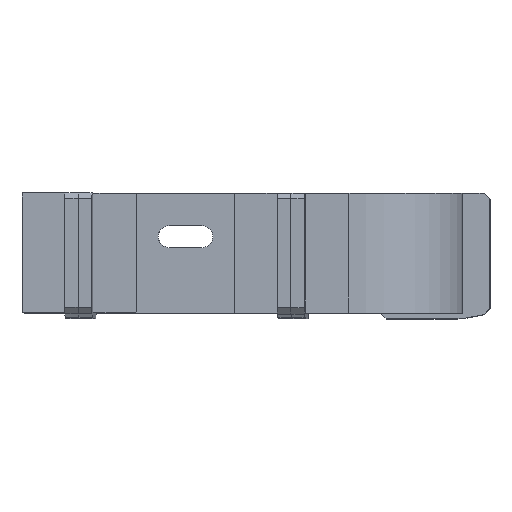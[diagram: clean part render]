
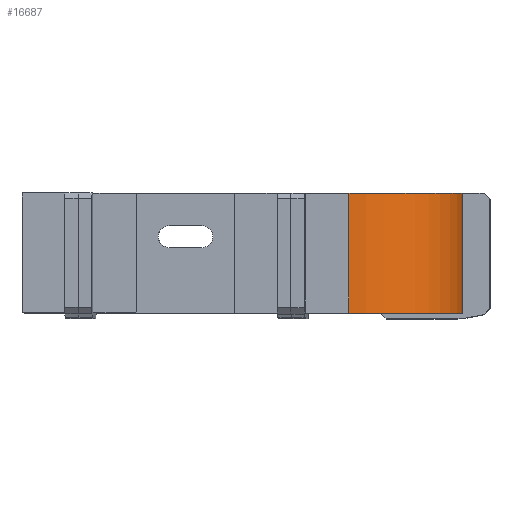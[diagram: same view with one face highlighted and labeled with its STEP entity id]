
A CAD part, left-side view. The second image highlights one B-rep face of the part: STEP entity #16687.
In plain terms, the highlighted cylindrical face has radius 20 mm (diameter 40 mm), a partial arc.
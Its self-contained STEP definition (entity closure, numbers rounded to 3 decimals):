
#16687 = ADVANCED_FACE('',(#16688),#16703,.T.);
#16688 = FACE_BOUND('',#16689,.F.);
#16689 = EDGE_LOOP('',(#16690,#16726,#16754,#16783));
#16690 = ORIENTED_EDGE('',*,*,#16691,.T.);
#16691 = EDGE_CURVE('',#16692,#16694,#16696,.T.);
#16692 = VERTEX_POINT('',#16693);
#16693 = CARTESIAN_POINT('',(0.,0.,0.));
#16694 = VERTEX_POINT('',#16695);
#16695 = CARTESIAN_POINT('',(-19.988,20.698,0.));
#16696 = SURFACE_CURVE('',#16697,(#16702,#16714),.PCURVE_S1.);
#16697 = CIRCLE('',#16698,20.);
#16698 = AXIS2_PLACEMENT_3D('',#16699,#16700,#16701);
#16699 = CARTESIAN_POINT('',(0.,20.,0.));
#16700 = DIRECTION('',(0.,0.,-1.));
#16701 = DIRECTION('',(0.,-1.,0.));
#16702 = PCURVE('',#16703,#16708);
#16703 = CYLINDRICAL_SURFACE('',#16704,20.);
#16704 = AXIS2_PLACEMENT_3D('',#16705,#16706,#16707);
#16705 = CARTESIAN_POINT('',(0.,20.,0.));
#16706 = DIRECTION('',(-0.,-0.,1.));
#16707 = DIRECTION('',(0.,-1.,0.));
#16708 = DEFINITIONAL_REPRESENTATION('',(#16709),#16713);
#16709 = LINE('',#16710,#16711);
#16710 = CARTESIAN_POINT('',(-0.,0.));
#16711 = VECTOR('',#16712,1.);
#16712 = DIRECTION('',(-1.,0.));
#16713 = ( GEOMETRIC_REPRESENTATION_CONTEXT(2) 
PARAMETRIC_REPRESENTATION_CONTEXT() REPRESENTATION_CONTEXT('2D SPACE',''
  ) );
#16714 = PCURVE('',#16715,#16720);
#16715 = PLANE('',#16716);
#16716 = AXIS2_PLACEMENT_3D('',#16717,#16718,#16719);
#16717 = CARTESIAN_POINT('',(0.,20.,0.));
#16718 = DIRECTION('',(0.,0.,-1.));
#16719 = DIRECTION('',(0.,-1.,0.));
#16720 = DEFINITIONAL_REPRESENTATION('',(#16721),#16725);
#16721 = CIRCLE('',#16722,20.);
#16722 = AXIS2_PLACEMENT_2D('',#16723,#16724);
#16723 = CARTESIAN_POINT('',(0.,0.));
#16724 = DIRECTION('',(1.,-0.));
#16725 = ( GEOMETRIC_REPRESENTATION_CONTEXT(2) 
PARAMETRIC_REPRESENTATION_CONTEXT() REPRESENTATION_CONTEXT('2D SPACE',''
  ) );
#16726 = ORIENTED_EDGE('',*,*,#16727,.T.);
#16727 = EDGE_CURVE('',#16694,#16728,#16730,.T.);
#16728 = VERTEX_POINT('',#16729);
#16729 = CARTESIAN_POINT('',(-19.988,20.698,22.));
#16730 = SURFACE_CURVE('',#16731,(#16735,#16742),.PCURVE_S1.);
#16731 = LINE('',#16732,#16733);
#16732 = CARTESIAN_POINT('',(-19.988,20.698,0.));
#16733 = VECTOR('',#16734,1.);
#16734 = DIRECTION('',(0.,0.,1.));
#16735 = PCURVE('',#16703,#16736);
#16736 = DEFINITIONAL_REPRESENTATION('',(#16737),#16741);
#16737 = LINE('',#16738,#16739);
#16738 = CARTESIAN_POINT('',(-1.606,0.));
#16739 = VECTOR('',#16740,1.);
#16740 = DIRECTION('',(-0.,1.));
#16741 = ( GEOMETRIC_REPRESENTATION_CONTEXT(2) 
PARAMETRIC_REPRESENTATION_CONTEXT() REPRESENTATION_CONTEXT('2D SPACE',''
  ) );
#16742 = PCURVE('',#16743,#16748);
#16743 = PLANE('',#16744);
#16744 = AXIS2_PLACEMENT_3D('',#16745,#16746,#16747);
#16745 = CARTESIAN_POINT('',(-15.828,20.553,
    7.662));
#16746 = DIRECTION('',(0.035,0.999,0.));
#16747 = DIRECTION('',(0.,0.,1.));
#16748 = DEFINITIONAL_REPRESENTATION('',(#16749),#16753);
#16749 = LINE('',#16750,#16751);
#16750 = CARTESIAN_POINT('',(-7.662,-4.162));
#16751 = VECTOR('',#16752,1.);
#16752 = DIRECTION('',(1.,0.));
#16753 = ( GEOMETRIC_REPRESENTATION_CONTEXT(2) 
PARAMETRIC_REPRESENTATION_CONTEXT() REPRESENTATION_CONTEXT('2D SPACE',''
  ) );
#16754 = ORIENTED_EDGE('',*,*,#16755,.F.);
#16755 = EDGE_CURVE('',#16756,#16728,#16758,.T.);
#16756 = VERTEX_POINT('',#16757);
#16757 = CARTESIAN_POINT('',(0.,0.,22.));
#16758 = SURFACE_CURVE('',#16759,(#16764,#16771),.PCURVE_S1.);
#16759 = CIRCLE('',#16760,20.);
#16760 = AXIS2_PLACEMENT_3D('',#16761,#16762,#16763);
#16761 = CARTESIAN_POINT('',(0.,20.,22.));
#16762 = DIRECTION('',(0.,0.,-1.));
#16763 = DIRECTION('',(0.,-1.,0.));
#16764 = PCURVE('',#16703,#16765);
#16765 = DEFINITIONAL_REPRESENTATION('',(#16766),#16770);
#16766 = LINE('',#16767,#16768);
#16767 = CARTESIAN_POINT('',(-0.,22.));
#16768 = VECTOR('',#16769,1.);
#16769 = DIRECTION('',(-1.,0.));
#16770 = ( GEOMETRIC_REPRESENTATION_CONTEXT(2) 
PARAMETRIC_REPRESENTATION_CONTEXT() REPRESENTATION_CONTEXT('2D SPACE',''
  ) );
#16771 = PCURVE('',#16772,#16777);
#16772 = PLANE('',#16773);
#16773 = AXIS2_PLACEMENT_3D('',#16774,#16775,#16776);
#16774 = CARTESIAN_POINT('',(0.,20.,22.));
#16775 = DIRECTION('',(0.,0.,-1.));
#16776 = DIRECTION('',(0.,-1.,0.));
#16777 = DEFINITIONAL_REPRESENTATION('',(#16778),#16782);
#16778 = CIRCLE('',#16779,20.);
#16779 = AXIS2_PLACEMENT_2D('',#16780,#16781);
#16780 = CARTESIAN_POINT('',(0.,0.));
#16781 = DIRECTION('',(1.,0.));
#16782 = ( GEOMETRIC_REPRESENTATION_CONTEXT(2) 
PARAMETRIC_REPRESENTATION_CONTEXT() REPRESENTATION_CONTEXT('2D SPACE',''
  ) );
#16783 = ORIENTED_EDGE('',*,*,#16784,.F.);
#16784 = EDGE_CURVE('',#16692,#16756,#16785,.T.);
#16785 = SURFACE_CURVE('',#16786,(#16790,#16797),.PCURVE_S1.);
#16786 = LINE('',#16787,#16788);
#16787 = CARTESIAN_POINT('',(0.,0.,0.));
#16788 = VECTOR('',#16789,1.);
#16789 = DIRECTION('',(0.,0.,1.));
#16790 = PCURVE('',#16703,#16791);
#16791 = DEFINITIONAL_REPRESENTATION('',(#16792),#16796);
#16792 = LINE('',#16793,#16794);
#16793 = CARTESIAN_POINT('',(-0.,0.));
#16794 = VECTOR('',#16795,1.);
#16795 = DIRECTION('',(-0.,1.));
#16796 = ( GEOMETRIC_REPRESENTATION_CONTEXT(2) 
PARAMETRIC_REPRESENTATION_CONTEXT() REPRESENTATION_CONTEXT('2D SPACE',''
  ) );
#16797 = PCURVE('',#16798,#16803);
#16798 = PLANE('',#16799);
#16799 = AXIS2_PLACEMENT_3D('',#16800,#16801,#16802);
#16800 = CARTESIAN_POINT('',(0.,4.162,7.662));
#16801 = DIRECTION('',(-1.,0.,0.));
#16802 = DIRECTION('',(0.,0.,1.));
#16803 = DEFINITIONAL_REPRESENTATION('',(#16804),#16808);
#16804 = LINE('',#16805,#16806);
#16805 = CARTESIAN_POINT('',(-7.662,-4.162));
#16806 = VECTOR('',#16807,1.);
#16807 = DIRECTION('',(1.,0.));
#16808 = ( GEOMETRIC_REPRESENTATION_CONTEXT(2) 
PARAMETRIC_REPRESENTATION_CONTEXT() REPRESENTATION_CONTEXT('2D SPACE',''
  ) );
